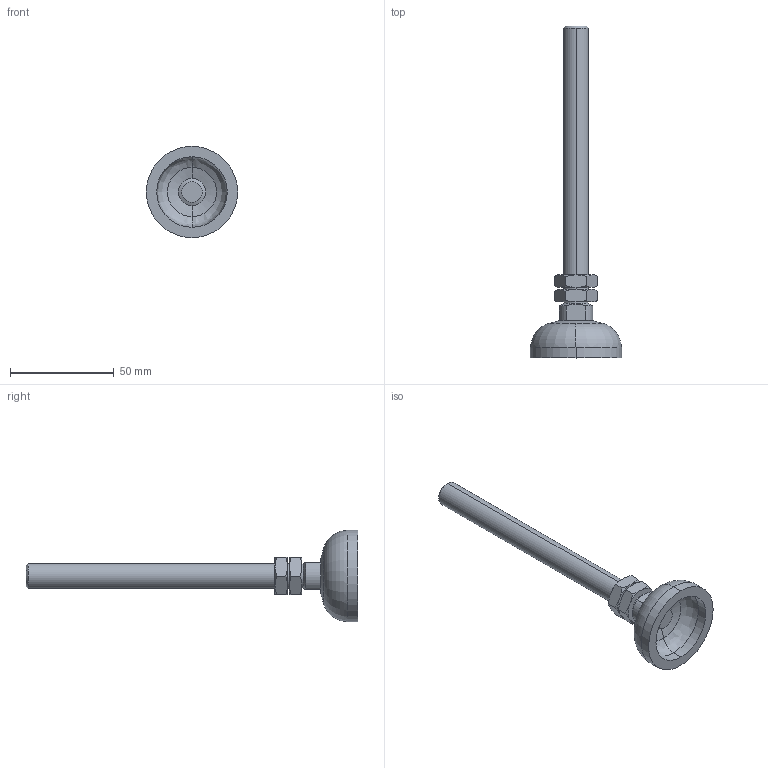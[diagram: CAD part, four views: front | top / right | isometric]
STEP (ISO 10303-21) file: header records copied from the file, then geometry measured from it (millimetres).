
FILE_DESCRIPTION (( 'STEP AP214' ), '1' );
FILE_NAME ('6411001', '2019-02-01T14:31:21', ( '' ), ('JUGARD+KÜNSTNER GmbH'), 'SwSTEP 2.0', 'SolidWorks 2017', '' );
FILE_SCHEMA (( 'AUTOMOTIVE_DESIGN' ));
Length unit declared in the file: millimetre
Products named in the file (1): 6411001_CNAJF00
Bounding box: 44 x 160 x 44 mm (x, y, z)
Volume: 30993.2 mm3; surface area: 11935.5 mm2
Topology: 1 solids, 1 shells, 76 faces, 164 edges, 96 vertices
Faces by surface type: cone 32, plane 23, cylinder 14, bspline 5, torus 2
Entity records: 2291 total; most frequent: CARTESIAN_POINT 688, ORIENTED_EDGE 328, DIRECTION 322, EDGE_CURVE 164, AXIS2_PLACEMENT_3D 142, VERTEX_POINT 96, EDGE_LOOP 82, FACE_OUTER_BOUND 76
